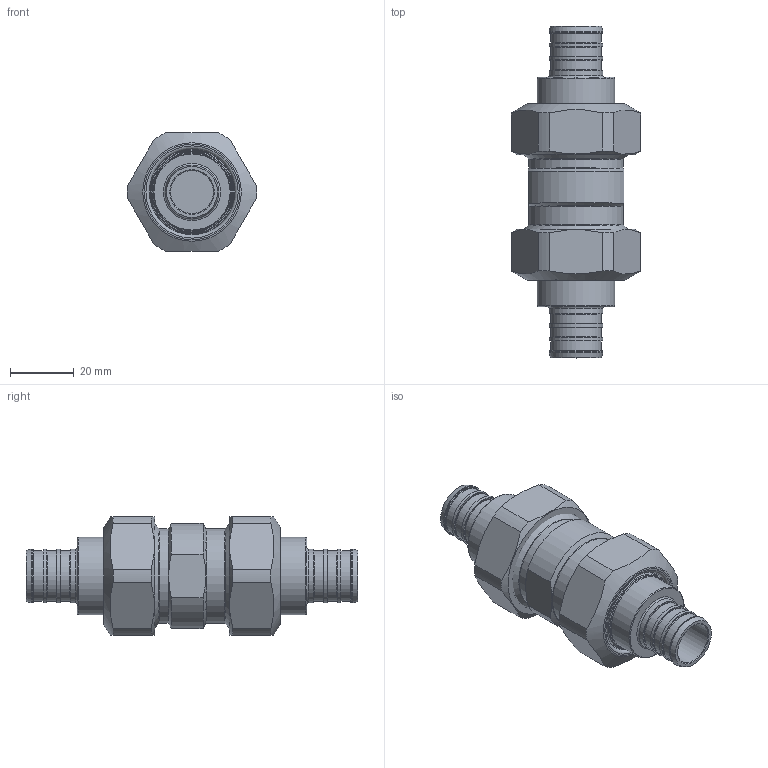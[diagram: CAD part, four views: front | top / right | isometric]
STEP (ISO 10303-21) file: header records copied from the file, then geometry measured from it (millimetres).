
FILE_DESCRIPTION(/* description */ (''),/* implementation_level */ '2;1');
FILE_NAME(/* name */ '304757A _Simplify_1.stp',/* time_stamp */ '2025-08-21T14:28:49-05:00',/* author */ ('ischreiner'),/* organization */ (''),/* preprocessor_version */ 'ST-DEVELOPER v20',/* originating_system */ 'Autodesk Inventor 2025',/* authorisation */ '');
FILE_SCHEMA (('AUTOMOTIVE_DESIGN { 1 0 10303 214 3 1 1 }'));
Length unit declared in the file: inch
Products named in the file (1): 304757A _Simplify_1
Bounding box: 40.63 x 104.26 x 37.08 mm (x, y, z)
Volume: 56042.8 mm3; surface area: 24371.5 mm2
Topology: 5 solids, 5 shells, 150 faces, 316 edges, 198 vertices
Faces by surface type: cylinder 48, plane 46, torus 34, cone 22
Full cylindrical faces by diameter (mm): 13.462 x2, 15.875 x6, 16.942 x8, 20.066 x2, 24.435 x2, 25.908 x2, 26.924 x2, 29.8 x2, 29.972 x2, 30 x2, 30.302 x2, 33 x2
Entity records: 4314 total; most frequent: DIRECTION 790, CARTESIAN_POINT 765, ORIENTED_EDGE 632, AXIS2_PLACEMENT_3D 355, EDGE_CURVE 316, CIRCLE 204, VERTEX_POINT 198, EDGE_LOOP 180
